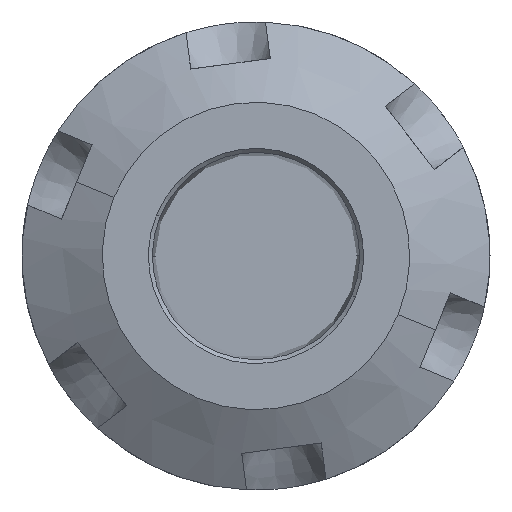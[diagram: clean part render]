
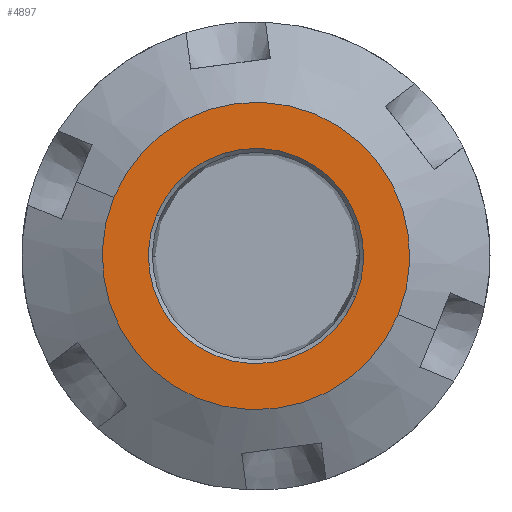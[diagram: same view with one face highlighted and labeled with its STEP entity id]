
A CAD part, left-side view. The second image highlights one B-rep face of the part: STEP entity #4897.
In plain terms, the highlighted planar face has unit normal (-1, 0, 0).
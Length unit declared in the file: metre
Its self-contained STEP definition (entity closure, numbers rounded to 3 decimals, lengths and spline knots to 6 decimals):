
#978 = DIRECTION ( 'NONE',  ( 1., 0., 0. ) ) ;
#979 = CARTESIAN_POINT ( 'NONE',  ( -0.10308, 0., 0. ) ) ;
#980 = DIRECTION ( 'NONE',  ( 0., -0.924, -0.382 ) ) ;
#1387 = CARTESIAN_POINT ( 'NONE',  ( -0.10308, -0.010629, -0.004391 ) ) ;
#1972 = EDGE_LOOP ( 'NONE', ( #5334, #5490 ) ) ;
#2033 = PLANE ( 'NONE',  #5774 ) ;
#2045 = DIRECTION ( 'NONE',  ( 0., -0.924, -0.382 ) ) ;
#2064 = CARTESIAN_POINT ( 'NONE',  ( -0.10308, 0.002959, -0.007163 ) ) ;
#2121 = DIRECTION ( 'NONE',  ( 1., 0., 0. ) ) ;
#2990 = VERTEX_POINT ( 'NONE', #5117 ) ;
#3015 = VERTEX_POINT ( 'NONE', #5222 ) ;
#4222 = VERTEX_POINT ( 'NONE', #5091 ) ;
#4393 = VERTEX_POINT ( 'NONE', #1387 ) ;
#4788 = EDGE_LOOP ( 'NONE', ( #5295, #5293 ) ) ;
#4897 = ADVANCED_FACE ( 'NONE', ( #6111, #6112 ), #2033, .F. ) ;
#5091 = CARTESIAN_POINT ( 'NONE',  ( -0.10308, 0.00744, 0.003074 ) ) ;
#5117 = CARTESIAN_POINT ( 'NONE',  ( -0.10308, -0.00744, -0.003074 ) ) ;
#5222 = CARTESIAN_POINT ( 'NONE',  ( -0.10308, 0.010629, 0.004391 ) ) ;
#5293 = ORIENTED_EDGE ( 'NONE', *, *, #8188, .T. ) ;
#5295 = ORIENTED_EDGE ( 'NONE', *, *, #8199, .T. ) ;
#5334 = ORIENTED_EDGE ( 'NONE', *, *, #8191, .T. ) ;
#5490 = ORIENTED_EDGE ( 'NONE', *, *, #9769, .T. ) ;
#5774 = AXIS2_PLACEMENT_3D ( 'NONE', #2064, #2121, #2045 ) ;
#5887 = CARTESIAN_POINT ( 'NONE',  ( -0.10308, 0., 0. ) ) ;
#5888 = DIRECTION ( 'NONE',  ( 0., -0.924, -0.382 ) ) ;
#5889 = DIRECTION ( 'NONE',  ( 1., 0., 0. ) ) ;
#5904 = DIRECTION ( 'NONE',  ( -1., 0., 0. ) ) ;
#5907 = DIRECTION ( 'NONE',  ( 0., -0.924, -0.382 ) ) ;
#5916 = CARTESIAN_POINT ( 'NONE',  ( -0.10308, 0., 0. ) ) ;
#6111 = FACE_BOUND ( 'NONE', #4788, .T. ) ;
#6112 = FACE_OUTER_BOUND ( 'NONE', #1972, .T. ) ;
#7725 = CIRCLE ( 'NONE', #7871, 0.0115 ) ;
#7871 = AXIS2_PLACEMENT_3D ( 'NONE', #9356, #9357, #9355 ) ;
#8188 = EDGE_CURVE ( 'NONE', #2990, #4222, #9158, .T. ) ;
#8191 = EDGE_CURVE ( 'NONE', #4393, #3015, #9131, .T. ) ;
#8199 = EDGE_CURVE ( 'NONE', #4222, #2990, #9125, .T. ) ;
#9125 = CIRCLE ( 'NONE', #9145, 0.00805 ) ;
#9130 = AXIS2_PLACEMENT_3D ( 'NONE', #5916, #5904, #5907 ) ;
#9131 = CIRCLE ( 'NONE', #9130, 0.0115 ) ;
#9134 = AXIS2_PLACEMENT_3D ( 'NONE', #5887, #5889, #5888 ) ;
#9145 = AXIS2_PLACEMENT_3D ( 'NONE', #979, #978, #980 ) ;
#9158 = CIRCLE ( 'NONE', #9134, 0.00805 ) ;
#9355 = DIRECTION ( 'NONE',  ( 0., -0.924, -0.382 ) ) ;
#9356 = CARTESIAN_POINT ( 'NONE',  ( -0.10308, 0., 0. ) ) ;
#9357 = DIRECTION ( 'NONE',  ( -1., 0., 0. ) ) ;
#9769 = EDGE_CURVE ( 'NONE', #3015, #4393, #7725, .T. ) ;
